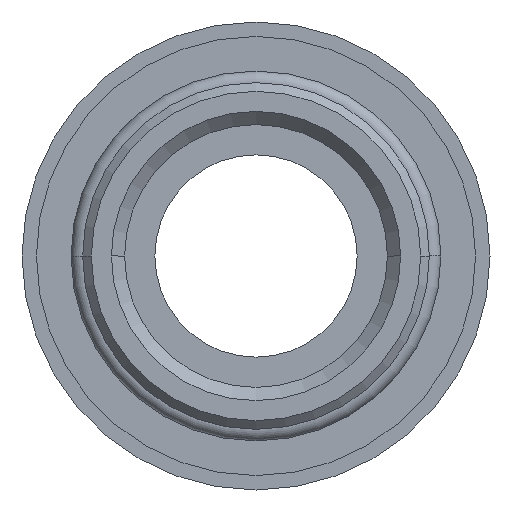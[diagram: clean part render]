
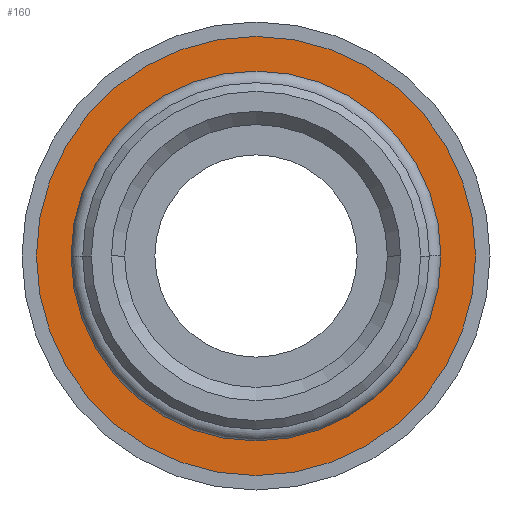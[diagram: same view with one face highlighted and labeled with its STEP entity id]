
A CAD part, front view. The second image highlights one B-rep face of the part: STEP entity #160.
In plain terms, the highlighted planar face has unit normal (0, -1, 0).
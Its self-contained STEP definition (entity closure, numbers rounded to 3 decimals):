
#160=ADVANCED_FACE('',(#357,#358),#359,.T.);
#357=FACE_OUTER_BOUND('',#594,.T.);
#358=FACE_BOUND('',#595,.T.);
#359=PLANE('',#596);
#594=EDGE_LOOP('',(#989,#990));
#595=EDGE_LOOP('',(#991,#992));
#596=AXIS2_PLACEMENT_3D('',#993,#994,#995);
#989=ORIENTED_EDGE('',*,*,#1356,.F.);
#990=ORIENTED_EDGE('',*,*,#1441,.F.);
#991=ORIENTED_EDGE('',*,*,#1430,.T.);
#992=ORIENTED_EDGE('',*,*,#1442,.T.);
#993=CARTESIAN_POINT('',(6.8,4.0,0.0));
#994=DIRECTION('',(-0.0,-1.0,-0.0));
#995=DIRECTION('',(-1.0,0.0,0.0));
#1356=EDGE_CURVE('',#1603,#1606,#1607,.T.);
#1430=EDGE_CURVE('',#1715,#1717,#1719,.T.);
#1441=EDGE_CURVE('',#1606,#1603,#1733,.T.);
#1442=EDGE_CURVE('',#1717,#1715,#1734,.T.);
#1603=VERTEX_POINT('',#2056);
#1606=VERTEX_POINT('',#2060);
#1607=CIRCLE('',#2061,7.6);
#1715=VERTEX_POINT('',#2258);
#1717=VERTEX_POINT('',#2261);
#1719=CIRCLE('',#2264,6.0);
#1733=CIRCLE('',#2278,7.6);
#1734=CIRCLE('',#2279,6.0);
#2056=CARTESIAN_POINT('',(7.6,4.0,0.0));
#2060=CARTESIAN_POINT('',(-7.6,4.0,0.));
#2061=AXIS2_PLACEMENT_3D('',#2502,#2503,#2504);
#2258=CARTESIAN_POINT('',(6.0,4.0,0.0));
#2261=CARTESIAN_POINT('',(-6.0,4.0,0.));
#2264=AXIS2_PLACEMENT_3D('',#2621,#2622,#2623);
#2278=AXIS2_PLACEMENT_3D('',#2645,#2646,#2647);
#2279=AXIS2_PLACEMENT_3D('',#2648,#2649,#2650);
#2502=CARTESIAN_POINT('',(0.0,4.0,0.0));
#2503=DIRECTION('',(-0.0,1.0,0.0));
#2504=DIRECTION('',(1.0,0.0,0.0));
#2621=CARTESIAN_POINT('',(0.0,4.0,0.0));
#2622=DIRECTION('',(-0.0,1.0,0.0));
#2623=DIRECTION('',(1.0,0.0,0.0));
#2645=CARTESIAN_POINT('',(0.0,4.0,0.0));
#2646=DIRECTION('',(-0.0,1.0,0.0));
#2647=DIRECTION('',(1.0,0.0,0.0));
#2648=CARTESIAN_POINT('',(0.0,4.0,0.0));
#2649=DIRECTION('',(-0.0,1.0,0.0));
#2650=DIRECTION('',(1.0,0.0,0.0));
